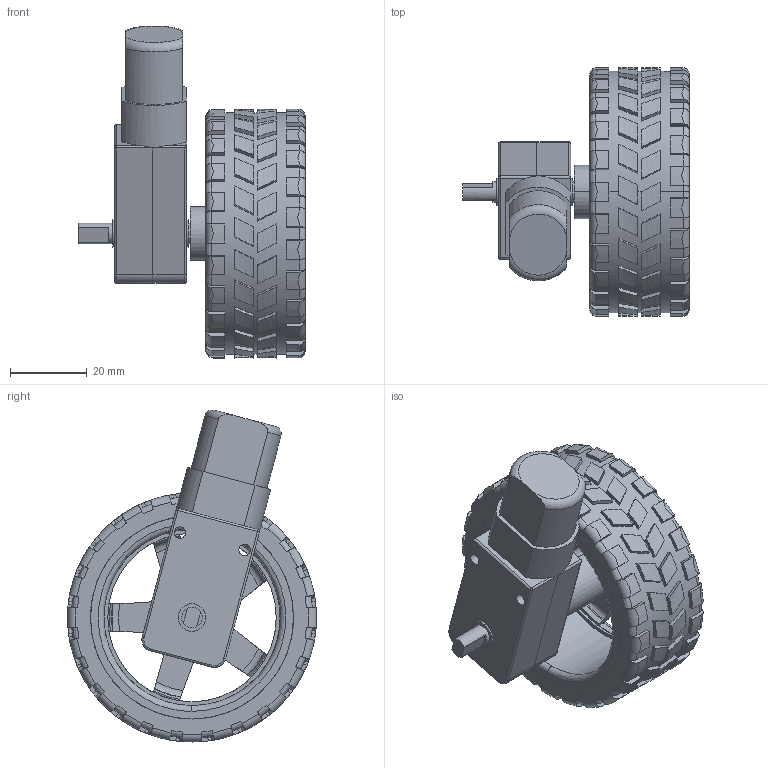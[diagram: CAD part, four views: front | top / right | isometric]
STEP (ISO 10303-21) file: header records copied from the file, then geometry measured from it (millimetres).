
FILE_DESCRIPTION(/* description */ ('STEP AP242','CAx-IF Rec.Pracs.---Representation and Presentation of Product Manufacturing Information (PMI)---4.0---2014-10-13','CAx-IF Rec.Pracs.---3D Tessellated Geometry---0.4---2014-09-14','2;1'),/* implementation_level */ '2;1');
FILE_NAME(/* name */ '662758895c7d174c9a81ff9a',/* time_stamp */ '2024-04-23T06:43:23Z',/* author */ (''),/* organization */ (''),/* preprocessor_version */ 'ST-DEVELOPER v20',/* originating_system */ ' ',/* authorisation */ ' ');
FILE_SCHEMA (('AP242_MANAGED_MODEL_BASED_3D_ENGINEERING_MIM_LF { 1 0 10303 442 1 1 4 }'));
Length unit declared in the file: metre
Products named in the file (18): Surface 16; Surface 15; Surface 14; Surface 13; Surface 12; Surface 11; Surface 10; Surface 9; Surface 8; Surface 7; Surface 6; Surface 5; Surface 4; Surface 3; Surface 2; Surface 1; Part 2; Part 1
Bounding box: 59.2 x 65 x 86.68 mm (x, y, z)
Volume: 24542.3 mm3; surface area: 39876.5 mm2
Topology: 2 solids, 18 shells, 738 faces, 2095 edges, 1433 vertices
Faces by surface type: plane 432, cylinder 214, bspline 48, torus 27, cone 15, sphere 2
Full cylindrical faces by diameter (mm): 3 x2, 5.4 x3, 7.2 x2, 10 x1, 12 x1, 18 x1, 20 x1, 44 x1, 46 x2, 49 x2, 53 x2, 55 x2, 59 x1
Entity records: 27367 total; most frequent: CARTESIAN_POINT 8958, ORIENTED_EDGE 4074, DIRECTION 3348, EDGE_CURVE 2069, AXIS2_PLACEMENT_3D 1493, VERTEX_POINT 1433, B_SPLINE_CURVE_WITH_KNOTS 922, EDGE_LOOP 840
